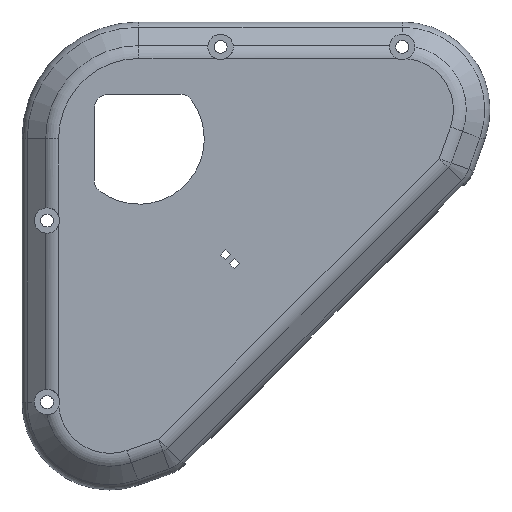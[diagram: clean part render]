
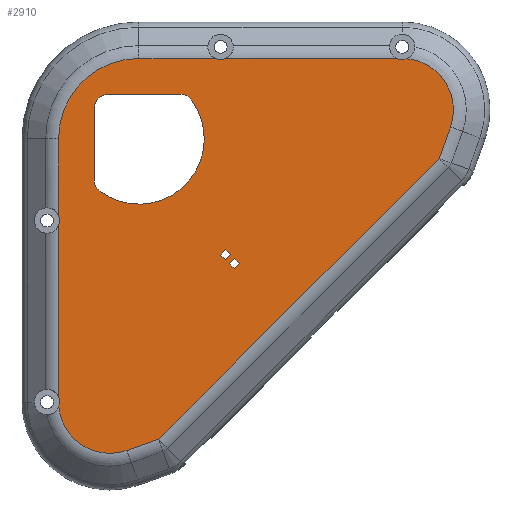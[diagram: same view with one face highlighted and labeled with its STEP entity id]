
A CAD part, top view. The second image highlights one B-rep face of the part: STEP entity #2910.
In plain terms, the highlighted planar face has unit normal (0, 0, 1).
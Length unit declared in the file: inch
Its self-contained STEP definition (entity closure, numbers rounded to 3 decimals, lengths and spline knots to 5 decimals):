
#163=CIRCLE('',#3139,0.175);
#166=CIRCLE('',#3145,0.175);
#167=CIRCLE('',#3147,0.175);
#172=CIRCLE('',#3157,0.175);
#174=CIRCLE('',#3163,0.70645);
#175=CIRCLE('',#3164,0.70645);
#176=CIRCLE('',#3165,1.10645);
#177=CIRCLE('',#3166,0.2);
#178=CIRCLE('',#3167,0.2);
#179=CIRCLE('',#3168,0.9);
#180=CIRCLE('',#3169,0.2);
#236=FACE_BOUND('',#496,.T.);
#237=FACE_BOUND('',#497,.T.);
#238=FACE_BOUND('',#498,.T.);
#318=FACE_OUTER_BOUND('',#495,.T.);
#495=EDGE_LOOP('',(#2277,#2278,#2279,#2280,#2281,#2282,#2283,#2284,#2285,
#2286,#2287,#2288,#2289,#2290));
#496=EDGE_LOOP('',(#2291,#2292,#2293,#2294));
#497=EDGE_LOOP('',(#2295,#2296,#2297,#2298));
#498=EDGE_LOOP('',(#2299,#2300,#2301,#2302,#2303,#2304));
#640=LINE('',#4286,#930);
#642=LINE('',#4290,#932);
#644=LINE('',#4294,#934);
#646=LINE('',#4297,#936);
#649=LINE('',#4305,#939);
#652=LINE('',#4311,#942);
#655=LINE('',#4317,#945);
#658=LINE('',#4321,#948);
#768=LINE('',#4798,#1058);
#769=LINE('',#4800,#1059);
#772=LINE('',#4804,#1062);
#773=LINE('',#4809,#1063);
#774=LINE('',#4811,#1064);
#775=LINE('',#4813,#1065);
#776=LINE('',#4817,#1066);
#777=LINE('',#4820,#1067);
#778=LINE('',#4824,#1068);
#930=VECTOR('',#3410,0.3937);
#932=VECTOR('',#3414,0.3937);
#934=VECTOR('',#3418,0.3937);
#936=VECTOR('',#3422,0.3937);
#939=VECTOR('',#3427,0.3937);
#942=VECTOR('',#3432,0.3937);
#945=VECTOR('',#3437,0.3937);
#948=VECTOR('',#3442,0.3937);
#1058=VECTOR('',#3760,0.3937);
#1059=VECTOR('',#3763,0.3937);
#1062=VECTOR('',#3768,0.3937);
#1063=VECTOR('',#3773,0.3937);
#1064=VECTOR('',#3774,0.3937);
#1065=VECTOR('',#3775,0.3937);
#1066=VECTOR('',#3780,0.3937);
#1067=VECTOR('',#3781,0.3937);
#1068=VECTOR('',#3784,0.3937);
#1220=VERTEX_POINT('',#4283);
#1221=VERTEX_POINT('',#4285);
#1222=VERTEX_POINT('',#4289);
#1223=VERTEX_POINT('',#4293);
#1226=VERTEX_POINT('',#4302);
#1227=VERTEX_POINT('',#4304);
#1229=VERTEX_POINT('',#4310);
#1231=VERTEX_POINT('',#4316);
#1337=VERTEX_POINT('',#4612);
#1340=VERTEX_POINT('',#4630);
#1344=VERTEX_POINT('',#4651);
#1347=VERTEX_POINT('',#4672);
#1348=VERTEX_POINT('',#4687);
#1350=VERTEX_POINT('',#4701);
#1359=VERTEX_POINT('',#4750);
#1362=VERTEX_POINT('',#4779);
#1364=VERTEX_POINT('',#4796);
#1365=VERTEX_POINT('',#4806);
#1366=VERTEX_POINT('',#4808);
#1367=VERTEX_POINT('',#4810);
#1368=VERTEX_POINT('',#4812);
#1369=VERTEX_POINT('',#4815);
#1370=VERTEX_POINT('',#4818);
#1371=VERTEX_POINT('',#4819);
#1372=VERTEX_POINT('',#4821);
#1373=VERTEX_POINT('',#4823);
#1374=VERTEX_POINT('',#4825);
#1375=VERTEX_POINT('',#4827);
#1506=EDGE_CURVE('',#1221,#1220,#640,.T.);
#1508=EDGE_CURVE('',#1222,#1221,#642,.T.);
#1510=EDGE_CURVE('',#1223,#1222,#644,.T.);
#1512=EDGE_CURVE('',#1220,#1223,#646,.T.);
#1515=EDGE_CURVE('',#1227,#1226,#649,.T.);
#1518=EDGE_CURVE('',#1229,#1227,#652,.T.);
#1521=EDGE_CURVE('',#1231,#1229,#655,.T.);
#1524=EDGE_CURVE('',#1226,#1231,#658,.T.);
#1672=EDGE_CURVE('',#1337,#1340,#163,.T.);
#1680=EDGE_CURVE('',#1344,#1347,#166,.T.);
#1682=EDGE_CURVE('',#1350,#1348,#167,.T.);
#1697=EDGE_CURVE('',#1359,#1362,#172,.T.);
#1700=EDGE_CURVE('',#1364,#1347,#768,.T.);
#1701=EDGE_CURVE('',#1344,#1348,#769,.T.);
#1704=EDGE_CURVE('',#1359,#1340,#772,.T.);
#1705=EDGE_CURVE('',#1365,#1362,#174,.T.);
#1706=EDGE_CURVE('',#1366,#1365,#773,.T.);
#1707=EDGE_CURVE('',#1367,#1366,#774,.T.);
#1708=EDGE_CURVE('',#1368,#1367,#775,.T.);
#1709=EDGE_CURVE('',#1350,#1368,#175,.T.);
#1710=EDGE_CURVE('',#1369,#1364,#176,.T.);
#1711=EDGE_CURVE('',#1337,#1369,#776,.T.);
#1712=EDGE_CURVE('',#1370,#1371,#777,.T.);
#1713=EDGE_CURVE('',#1371,#1372,#177,.T.);
#1714=EDGE_CURVE('',#1372,#1373,#778,.T.);
#1715=EDGE_CURVE('',#1373,#1374,#178,.T.);
#1716=EDGE_CURVE('',#1374,#1375,#179,.T.);
#1717=EDGE_CURVE('',#1375,#1370,#180,.T.);
#2277=ORIENTED_EDGE('',*,*,#1672,.T.);
#2278=ORIENTED_EDGE('',*,*,#1704,.F.);
#2279=ORIENTED_EDGE('',*,*,#1697,.T.);
#2280=ORIENTED_EDGE('',*,*,#1705,.F.);
#2281=ORIENTED_EDGE('',*,*,#1706,.F.);
#2282=ORIENTED_EDGE('',*,*,#1707,.F.);
#2283=ORIENTED_EDGE('',*,*,#1708,.F.);
#2284=ORIENTED_EDGE('',*,*,#1709,.F.);
#2285=ORIENTED_EDGE('',*,*,#1682,.T.);
#2286=ORIENTED_EDGE('',*,*,#1701,.F.);
#2287=ORIENTED_EDGE('',*,*,#1680,.T.);
#2288=ORIENTED_EDGE('',*,*,#1700,.F.);
#2289=ORIENTED_EDGE('',*,*,#1710,.F.);
#2290=ORIENTED_EDGE('',*,*,#1711,.F.);
#2291=ORIENTED_EDGE('',*,*,#1510,.T.);
#2292=ORIENTED_EDGE('',*,*,#1508,.T.);
#2293=ORIENTED_EDGE('',*,*,#1506,.T.);
#2294=ORIENTED_EDGE('',*,*,#1512,.T.);
#2295=ORIENTED_EDGE('',*,*,#1521,.T.);
#2296=ORIENTED_EDGE('',*,*,#1518,.T.);
#2297=ORIENTED_EDGE('',*,*,#1515,.T.);
#2298=ORIENTED_EDGE('',*,*,#1524,.T.);
#2299=ORIENTED_EDGE('',*,*,#1712,.T.);
#2300=ORIENTED_EDGE('',*,*,#1713,.T.);
#2301=ORIENTED_EDGE('',*,*,#1714,.T.);
#2302=ORIENTED_EDGE('',*,*,#1715,.T.);
#2303=ORIENTED_EDGE('',*,*,#1716,.T.);
#2304=ORIENTED_EDGE('',*,*,#1717,.T.);
#2798=PLANE('',#3162);
#2910=ADVANCED_FACE('',(#318,#236,#237,#238),#2798,.T.);
#3139=AXIS2_PLACEMENT_3D('',#4643,#3714,#3715);
#3145=AXIS2_PLACEMENT_3D('',#4685,#3727,#3728);
#3147=AXIS2_PLACEMENT_3D('',#4702,#3731,#3732);
#3157=AXIS2_PLACEMENT_3D('',#4792,#3753,#3754);
#3162=AXIS2_PLACEMENT_3D('',#4805,#3769,#3770);
#3163=AXIS2_PLACEMENT_3D('',#4807,#3771,#3772);
#3164=AXIS2_PLACEMENT_3D('',#4814,#3776,#3777);
#3165=AXIS2_PLACEMENT_3D('',#4816,#3778,#3779);
#3166=AXIS2_PLACEMENT_3D('',#4822,#3782,#3783);
#3167=AXIS2_PLACEMENT_3D('',#4826,#3785,#3786);
#3168=AXIS2_PLACEMENT_3D('',#4828,#3787,#3788);
#3169=AXIS2_PLACEMENT_3D('',#4829,#3789,#3790);
#3410=DIRECTION('',(0.707,-0.707,0.));
#3414=DIRECTION('',(0.707,0.707,0.));
#3418=DIRECTION('',(-0.707,0.707,0.));
#3422=DIRECTION('',(-0.707,-0.707,0.));
#3427=DIRECTION('',(-0.707,-0.707,0.));
#3432=DIRECTION('',(0.707,-0.707,0.));
#3437=DIRECTION('',(0.707,0.707,0.));
#3442=DIRECTION('',(-0.707,0.707,0.));
#3714=DIRECTION('center_axis',(0.,0.,-1.));
#3715=DIRECTION('ref_axis',(1.,0.,0.));
#3727=DIRECTION('center_axis',(0.,0.,-1.));
#3728=DIRECTION('ref_axis',(1.,0.,0.));
#3731=DIRECTION('center_axis',(0.,0.,-1.));
#3732=DIRECTION('ref_axis',(1.,0.,0.));
#3753=DIRECTION('center_axis',(0.,0.,-1.));
#3754=DIRECTION('ref_axis',(1.,0.,0.));
#3760=DIRECTION('',(1.,0.,0.));
#3763=DIRECTION('',(1.,0.,0.));
#3768=DIRECTION('',(0.,1.,0.));
#3769=DIRECTION('center_axis',(0.,0.,1.));
#3770=DIRECTION('ref_axis',(1.,0.,0.));
#3771=DIRECTION('center_axis',(0.,0.,-1.));
#3772=DIRECTION('ref_axis',(-0.577,-0.817,0.));
#3773=DIRECTION('',(-0.942,-0.335,0.));
#3774=DIRECTION('',(-0.707,-0.707,0.));
#3775=DIRECTION('',(-0.335,-0.942,0.));
#3776=DIRECTION('center_axis',(0.,0.,-1.));
#3777=DIRECTION('ref_axis',(0.817,0.577,0.));
#3778=DIRECTION('center_axis',(0.,0.,-1.));
#3779=DIRECTION('ref_axis',(-0.707,0.707,0.));
#3780=DIRECTION('',(0.,1.,0.));
#3781=DIRECTION('',(0.,1.,0.));
#3782=DIRECTION('center_axis',(0.,0.,-1.));
#3783=DIRECTION('ref_axis',(0.,-1.,0.));
#3784=DIRECTION('',(1.,0.,0.));
#3785=DIRECTION('center_axis',(0.,0.,-1.));
#3786=DIRECTION('ref_axis',(-0.805,-0.594,0.));
#3787=DIRECTION('center_axis',(0.,0.,-1.));
#3788=DIRECTION('ref_axis',(0.593,0.805,0.));
#3789=DIRECTION('center_axis',(0.,0.,-1.));
#3790=DIRECTION('ref_axis',(1.,0.,0.));
#4283=CARTESIAN_POINT('',(1.78464,1.90798,0.65625));
#4285=CARTESIAN_POINT('',(1.71738,1.97524,0.65625));
#4286=CARTESIAN_POINT('',(1.78185,1.91077,0.65625));
#4289=CARTESIAN_POINT('',(1.64686,1.90472,0.65625));
#4290=CARTESIAN_POINT('',(1.76522,2.02307,0.65625));
#4293=CARTESIAN_POINT('',(1.71412,1.83746,0.65625));
#4294=CARTESIAN_POINT('',(1.74495,1.80662,0.65625));
#4297=CARTESIAN_POINT('',(1.86774,1.99107,0.65625));
#4302=CARTESIAN_POINT('',(1.59391,1.95767,0.65625));
#4304=CARTESIAN_POINT('',(1.66443,2.02819,0.65625));
#4305=CARTESIAN_POINT('',(1.74753,2.11128,0.65625));
#4310=CARTESIAN_POINT('',(1.59717,2.09544,0.65625));
#4311=CARTESIAN_POINT('',(1.72174,1.97088,0.65625));
#4316=CARTESIAN_POINT('',(1.52665,2.02492,0.65625));
#4317=CARTESIAN_POINT('',(1.64501,2.14328,0.65625));
#4321=CARTESIAN_POINT('',(1.68485,1.86673,0.65625));
#4612=CARTESIAN_POINT('',(-0.70645,2.57183,0.65625));
#4630=CARTESIAN_POINT('',(-0.70645,2.42817,0.65625));
#4643=CARTESIAN_POINT('Origin',(-0.86603,2.5,0.65625));
#4651=CARTESIAN_POINT('',(1.59683,4.73145,0.65625));
#4672=CARTESIAN_POINT('',(1.45317,4.73145,0.65625));
#4685=CARTESIAN_POINT('Origin',(1.525,4.89103,0.65625));
#4687=CARTESIAN_POINT('',(3.95317,4.73145,0.65625));
#4701=CARTESIAN_POINT('',(4.08981,4.72847,0.65625));
#4702=CARTESIAN_POINT('Origin',(4.025,4.89103,0.65625));
#4750=CARTESIAN_POINT('',(-0.70645,0.07183,0.65625));
#4779=CARTESIAN_POINT('',(-0.70347,-0.06481,0.65625));
#4792=CARTESIAN_POINT('Origin',(-0.86603,0.,
0.65625));
#4796=CARTESIAN_POINT('',(0.4,4.73145,0.65625));
#4798=CARTESIAN_POINT('',(2.51563,4.73145,0.65625));
#4800=CARTESIAN_POINT('',(2.51563,4.73145,0.65625));
#4804=CARTESIAN_POINT('',(-0.70645,2.41563,0.65625));
#4805=CARTESIAN_POINT('Origin',(2.0125,2.0125,0.65625));
#4806=CARTESIAN_POINT('',(0.23654,-0.66567,0.65625));
#4807=CARTESIAN_POINT('Origin',(0.,0.,0.65625));
#4808=CARTESIAN_POINT('',(0.67175,-0.51102,0.65625));
#4809=CARTESIAN_POINT('',(2.05291,-0.02023,0.65625));
#4810=CARTESIAN_POINT('',(4.53602,3.35325,0.65625));
#4811=CARTESIAN_POINT('',(2.12071,0.93794,0.65625));
#4812=CARTESIAN_POINT('',(4.69067,3.78846,0.65625));
#4813=CARTESIAN_POINT('',(4.0065,1.8631,0.65625));
#4814=CARTESIAN_POINT('Origin',(4.025,4.025,0.65625));
#4815=CARTESIAN_POINT('',(-0.70645,3.625,0.65625));
#4816=CARTESIAN_POINT('Origin',(0.4,3.625,0.65625));
#4817=CARTESIAN_POINT('',(-0.70645,2.41563,0.65625));
#4818=CARTESIAN_POINT('',(-0.21543,3.0616,0.65625));
#4819=CARTESIAN_POINT('',(-0.21543,4.04076,0.65625));
#4820=CARTESIAN_POINT('',(-0.21543,3.0616,0.65625));
#4821=CARTESIAN_POINT('',(-0.01543,4.24076,0.65625));
#4822=CARTESIAN_POINT('Origin',(-0.01543,4.04076,0.65625));
#4823=CARTESIAN_POINT('',(0.96315,4.24076,0.65625));
#4824=CARTESIAN_POINT('',(-0.01543,4.24076,0.65625));
#4825=CARTESIAN_POINT('',(1.12405,4.15955,0.65625));
#4826=CARTESIAN_POINT('Origin',(0.96315,4.04076,0.65625));
#4827=CARTESIAN_POINT('',(-0.13412,2.90063,0.65625));
#4828=CARTESIAN_POINT('Origin',(0.4,3.625,0.65625));
#4829=CARTESIAN_POINT('Origin',(-0.01543,3.0616,0.65625));
